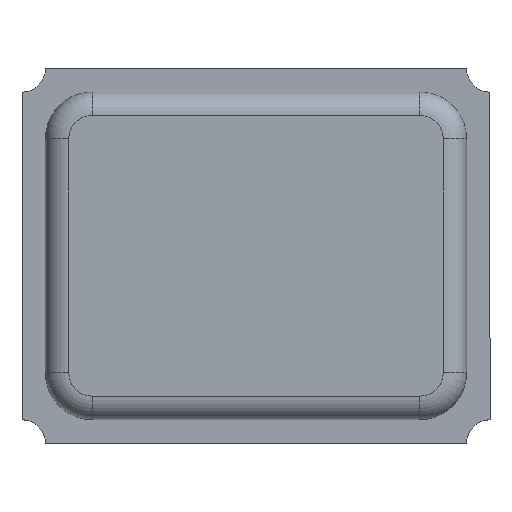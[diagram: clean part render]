
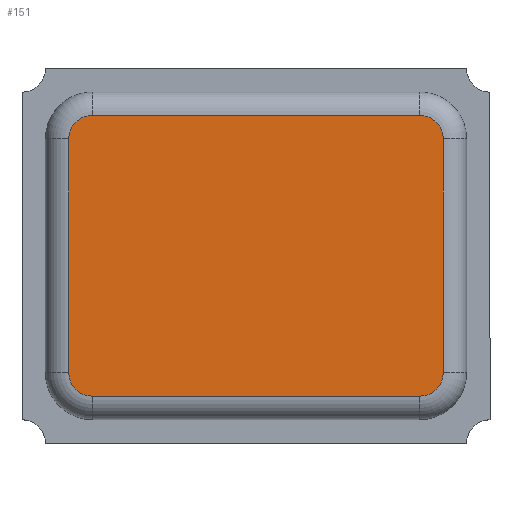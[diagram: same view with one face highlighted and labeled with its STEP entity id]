
A CAD part, top view. The second image highlights one B-rep face of the part: STEP entity #151.
In plain terms, the highlighted planar face has unit normal (0, 0, 1).
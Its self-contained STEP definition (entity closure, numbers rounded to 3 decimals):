
#8 = CARTESIAN_POINT ( 'NONE',  ( 0.7, 0.6, 0.7 ) ) ;
#12 = CARTESIAN_POINT ( 'NONE',  ( -0.7, -0.5, 0.7 ) ) ;
#17 = CIRCLE ( 'NONE', #990, 0.1 ) ;
#46 = EDGE_CURVE ( 'NONE', #712, #941, #294, .T. ) ;
#84 = CARTESIAN_POINT ( 'NONE',  ( -0.7, 0.6, 0.7 ) ) ;
#93 = DIRECTION ( 'NONE',  ( 0., 0., 1. ) ) ;
#100 = PLANE ( 'NONE',  #490 ) ;
#124 = CARTESIAN_POINT ( 'NONE',  ( -0.9, 0.6, 0.7 ) ) ;
#151 = ADVANCED_FACE ( 'NONE', ( #336 ), #100, .T. ) ;
#177 = EDGE_LOOP ( 'NONE', ( #1017, #219, #454, #382, #471, #492, #755, #469 ) ) ;
#184 = VERTEX_POINT ( 'NONE', #1081 ) ;
#219 = ORIENTED_EDGE ( 'NONE', *, *, #1002, .T. ) ;
#226 = CARTESIAN_POINT ( 'NONE',  ( 0.7, 0.5, 0.7 ) ) ;
#230 = DIRECTION ( 'NONE',  ( 0., 0., -1. ) ) ;
#243 = CARTESIAN_POINT ( 'NONE',  ( -0.8, -0.7, 0.7 ) ) ;
#260 = CARTESIAN_POINT ( 'NONE',  ( -0.8, 0.5, 0.7 ) ) ;
#273 = DIRECTION ( 'NONE',  ( 1., 0., 0. ) ) ;
#283 = VERTEX_POINT ( 'NONE', #8 ) ;
#294 = LINE ( 'NONE', #407, #600 ) ;
#336 = FACE_OUTER_BOUND ( 'NONE', #177, .T. ) ;
#351 = CARTESIAN_POINT ( 'NONE',  ( -0.7, -0.6, 0.7 ) ) ;
#361 = CARTESIAN_POINT ( 'NONE',  ( 0., 0., 0.7 ) ) ;
#364 = DIRECTION ( 'NONE',  ( 0., 0., -1. ) ) ;
#369 = DIRECTION ( 'NONE',  ( 1., 0., 0. ) ) ;
#382 = ORIENTED_EDGE ( 'NONE', *, *, #689, .T. ) ;
#407 = CARTESIAN_POINT ( 'NONE',  ( 0.9, -0.6, 0.7 ) ) ;
#418 = LINE ( 'NONE', #124, #1077 ) ;
#454 = ORIENTED_EDGE ( 'NONE', *, *, #521, .F. ) ;
#469 = ORIENTED_EDGE ( 'NONE', *, *, #1115, .T. ) ;
#471 = ORIENTED_EDGE ( 'NONE', *, *, #794, .F. ) ;
#490 = AXIS2_PLACEMENT_3D ( 'NONE', #361, #93, #273 ) ;
#492 = ORIENTED_EDGE ( 'NONE', *, *, #46, .T. ) ;
#501 = DIRECTION ( 'NONE',  ( 0., 1., 0. ) ) ;
#509 = DIRECTION ( 'NONE',  ( 0., 0., -1. ) ) ;
#512 = CARTESIAN_POINT ( 'NONE',  ( 0.8, 0.7, 0.7 ) ) ;
#521 = EDGE_CURVE ( 'NONE', #771, #818, #974, .T. ) ;
#548 = VERTEX_POINT ( 'NONE', #913 ) ;
#573 = VERTEX_POINT ( 'NONE', #590 ) ;
#577 = EDGE_CURVE ( 'NONE', #573, #941, #17, .T. ) ;
#586 = EDGE_CURVE ( 'NONE', #283, #184, #926, .T. ) ;
#590 = CARTESIAN_POINT ( 'NONE',  ( 0.8, -0.5, 0.7 ) ) ;
#593 = LINE ( 'NONE', #243, #897 ) ;
#595 = CARTESIAN_POINT ( 'NONE',  ( 0.7, -0.5, 0.7 ) ) ;
#600 = VECTOR ( 'NONE', #916, 1000. ) ;
#673 = DIRECTION ( 'NONE',  ( 1., 0., 0. ) ) ;
#689 = EDGE_CURVE ( 'NONE', #771, #548, #593, .T. ) ;
#712 = VERTEX_POINT ( 'NONE', #351 ) ;
#726 = AXIS2_PLACEMENT_3D ( 'NONE', #226, #230, #1100 ) ;
#749 = DIRECTION ( 'NONE',  ( 0., 0., -1. ) ) ;
#755 = ORIENTED_EDGE ( 'NONE', *, *, #577, .F. ) ;
#763 = DIRECTION ( 'NONE',  ( 1., 0., 0. ) ) ;
#771 = VERTEX_POINT ( 'NONE', #260 ) ;
#794 = EDGE_CURVE ( 'NONE', #712, #548, #886, .T. ) ;
#818 = VERTEX_POINT ( 'NONE', #84 ) ;
#886 = CIRCLE ( 'NONE', #1032, 0.1 ) ;
#897 = VECTOR ( 'NONE', #1132, 1000. ) ;
#912 = CARTESIAN_POINT ( 'NONE',  ( 0.7, -0.6, 0.7 ) ) ;
#913 = CARTESIAN_POINT ( 'NONE',  ( -0.8, -0.5, 0.7 ) ) ;
#916 = DIRECTION ( 'NONE',  ( 1., 0., 0. ) ) ;
#926 = CIRCLE ( 'NONE', #726, 0.1 ) ;
#939 = AXIS2_PLACEMENT_3D ( 'NONE', #1103, #509, #763 ) ;
#941 = VERTEX_POINT ( 'NONE', #912 ) ;
#974 = CIRCLE ( 'NONE', #939, 0.1 ) ;
#990 = AXIS2_PLACEMENT_3D ( 'NONE', #595, #749, #673 ) ;
#1002 = EDGE_CURVE ( 'NONE', #283, #818, #418, .T. ) ;
#1017 = ORIENTED_EDGE ( 'NONE', *, *, #586, .F. ) ;
#1021 = VECTOR ( 'NONE', #501, 1000. ) ;
#1032 = AXIS2_PLACEMENT_3D ( 'NONE', #12, #364, #369 ) ;
#1077 = VECTOR ( 'NONE', #1083, 1000. ) ;
#1081 = CARTESIAN_POINT ( 'NONE',  ( 0.8, 0.5, 0.7 ) ) ;
#1083 = DIRECTION ( 'NONE',  ( -1., 0., 0. ) ) ;
#1100 = DIRECTION ( 'NONE',  ( 1., 0., 0. ) ) ;
#1103 = CARTESIAN_POINT ( 'NONE',  ( -0.7, 0.5, 0.7 ) ) ;
#1115 = EDGE_CURVE ( 'NONE', #573, #184, #1135, .T. ) ;
#1132 = DIRECTION ( 'NONE',  ( 0., -1., 0. ) ) ;
#1135 = LINE ( 'NONE', #512, #1021 ) ;
